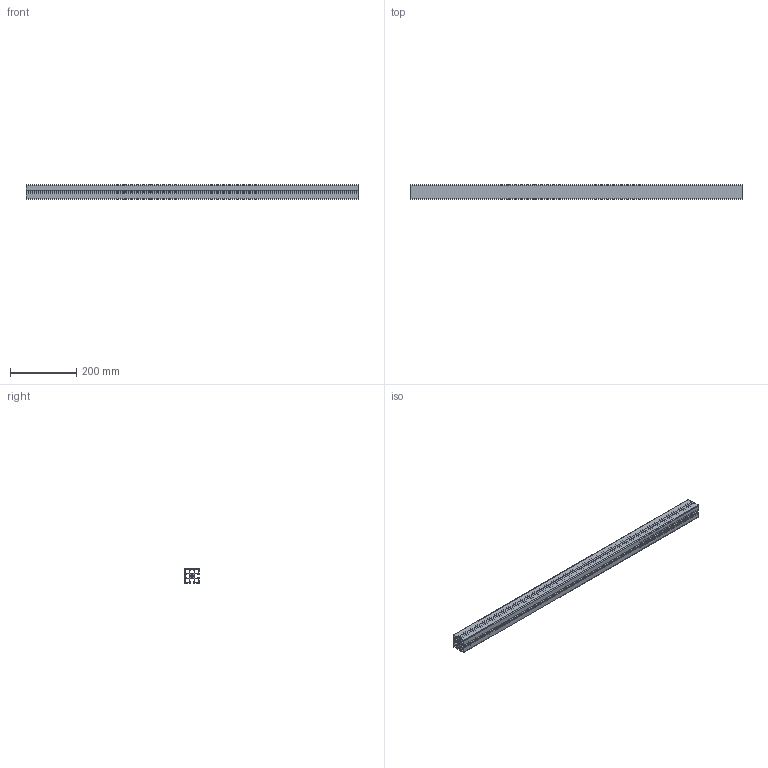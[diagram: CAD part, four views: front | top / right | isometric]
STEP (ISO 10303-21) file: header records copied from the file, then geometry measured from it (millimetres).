
FILE_DESCRIPTION(('STEP AP203'),'1');
FILE_NAME('BASE08N0011.stp','2023-10-23T08:00:45',(' '),(' '),'Spatial InterOp 3D',' ',' ');
FILE_SCHEMA(('CONFIG_CONTROL_DESIGN'));
Length unit declared in the file: millimetre
Products named in the file (1): Profilé 8 45x45 léger 2N 90°, PELABLE
Bounding box: 1000 x 45 x 45 mm (x, y, z)
Volume: 733064.6 mm3; surface area: 564466.3 mm2
Topology: 1 solids, 1 shells, 151 faces, 448 edges, 299 vertices
Faces by surface type: cylinder 77, plane 74
Full cylindrical faces by diameter (mm): 6.78 x1
Entity records: 5240 total; most frequent: DIRECTION 904, CARTESIAN_POINT 896, ORIENTED_EDGE 892, EDGE_CURVE 446, AXIS2_PLACEMENT_3D 306, VERTEX_POINT 298, LINE 292, VECTOR 292
